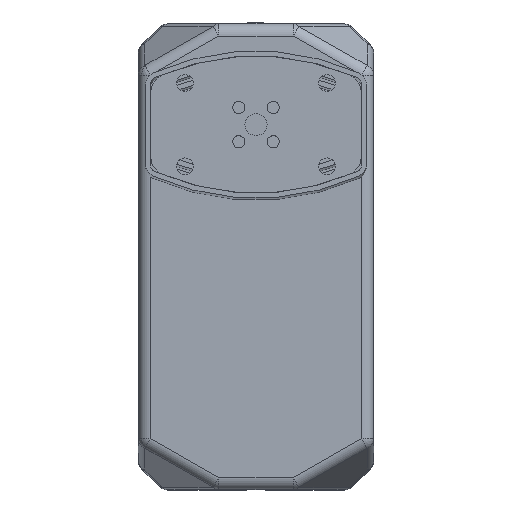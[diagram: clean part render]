
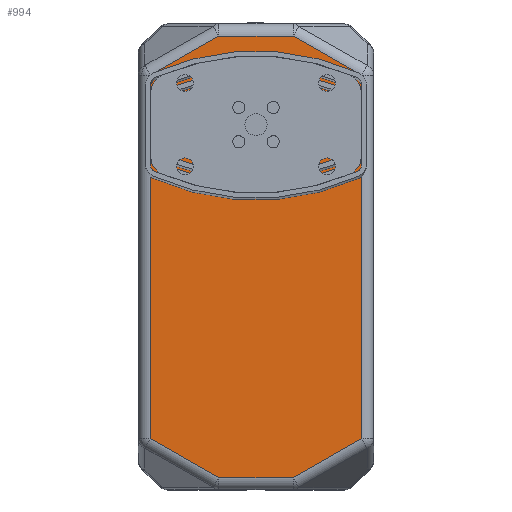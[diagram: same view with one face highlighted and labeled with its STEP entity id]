
A CAD part, top view. The second image highlights one B-rep face of the part: STEP entity #994.
In plain terms, the highlighted planar face has unit normal (0, 0, 1).
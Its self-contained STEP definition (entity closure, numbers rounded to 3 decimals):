
#185=FACE_BOUND('',#1978,.T.);
#186=FACE_BOUND('',#1979,.T.);
#187=FACE_BOUND('',#1980,.T.);
#188=FACE_BOUND('',#1981,.T.);
#496=CIRCLE('',#7947,2.5);
#498=CIRCLE('',#7950,2.5);
#532=CIRCLE('',#8000,2.5);
#533=CIRCLE('',#8001,2.5);
#994=ADVANCED_FACE('',(#185,#186,#187,#188),#1366,.T.);
#1366=PLANE('',#8002);
#1978=EDGE_LOOP('',(#3186,#3187));
#1979=EDGE_LOOP('',(#3188,#3189));
#1980=EDGE_LOOP('',(#3190,#3191,#3192,#3193));
#1981=EDGE_LOOP('',(#3194,#3195,#3196,#3197,#3198,#3199,#3200,#3201));
#3186=ORIENTED_EDGE('',*,*,#5789,.T.);
#3187=ORIENTED_EDGE('',*,*,#5703,.T.);
#3188=ORIENTED_EDGE('',*,*,#5790,.T.);
#3189=ORIENTED_EDGE('',*,*,#5707,.T.);
#3190=ORIENTED_EDGE('',*,*,#5791,.T.);
#3191=ORIENTED_EDGE('',*,*,#5792,.T.);
#3192=ORIENTED_EDGE('',*,*,#5793,.T.);
#3193=ORIENTED_EDGE('',*,*,#5794,.T.);
#3194=ORIENTED_EDGE('',*,*,#5795,.T.);
#3195=ORIENTED_EDGE('',*,*,#5796,.T.);
#3196=ORIENTED_EDGE('',*,*,#5797,.T.);
#3197=ORIENTED_EDGE('',*,*,#5798,.T.);
#3198=ORIENTED_EDGE('',*,*,#5799,.T.);
#3199=ORIENTED_EDGE('',*,*,#5800,.T.);
#3200=ORIENTED_EDGE('',*,*,#5801,.T.);
#3201=ORIENTED_EDGE('',*,*,#5802,.T.);
#4813=VERTEX_POINT('',#11543);
#4855=VERTEX_POINT('',#11844);
#4856=VERTEX_POINT('',#11845);
#4859=VERTEX_POINT('',#11853);
#4860=VERTEX_POINT('',#11854);
#4933=VERTEX_POINT('',#12053);
#4934=VERTEX_POINT('',#12054);
#4935=VERTEX_POINT('',#12056);
#4936=VERTEX_POINT('',#12058);
#4937=VERTEX_POINT('',#12061);
#4938=VERTEX_POINT('',#12062);
#4939=VERTEX_POINT('',#12064);
#4940=VERTEX_POINT('',#12066);
#4941=VERTEX_POINT('',#12068);
#4942=VERTEX_POINT('',#12070);
#4943=VERTEX_POINT('',#12073);
#5703=EDGE_CURVE('',#4855,#4856,#496,.T.);
#5707=EDGE_CURVE('',#4859,#4860,#498,.T.);
#5789=EDGE_CURVE('',#4856,#4855,#532,.T.);
#5790=EDGE_CURVE('',#4860,#4859,#533,.T.);
#5791=EDGE_CURVE('',#4933,#4934,#6783,.T.);
#5792=EDGE_CURVE('',#4934,#4935,#6784,.T.);
#5793=EDGE_CURVE('',#4935,#4936,#6785,.T.);
#5794=EDGE_CURVE('',#4936,#4933,#6786,.T.);
#5795=EDGE_CURVE('',#4937,#4938,#6787,.T.);
#5796=EDGE_CURVE('',#4938,#4939,#6788,.T.);
#5797=EDGE_CURVE('',#4939,#4940,#6789,.T.);
#5798=EDGE_CURVE('',#4940,#4941,#6790,.T.);
#5799=EDGE_CURVE('',#4941,#4942,#6791,.T.);
#5800=EDGE_CURVE('',#4942,#4813,#6792,.T.);
#5801=EDGE_CURVE('',#4813,#4943,#6793,.T.);
#5802=EDGE_CURVE('',#4943,#4937,#6794,.T.);
#6783=LINE('',#12052,#7445);
#6784=LINE('',#12055,#7446);
#6785=LINE('',#12057,#7447);
#6786=LINE('',#12059,#7448);
#6787=LINE('',#12060,#7449);
#6788=LINE('',#12063,#7450);
#6789=LINE('',#12065,#7451);
#6790=LINE('',#12067,#7452);
#6791=LINE('',#12069,#7453);
#6792=LINE('',#12071,#7454);
#6793=LINE('',#12072,#7455);
#6794=LINE('',#12074,#7456);
#7445=VECTOR('',#9423,1.);
#7446=VECTOR('',#9424,1.);
#7447=VECTOR('',#9425,1.);
#7448=VECTOR('',#9426,1.);
#7449=VECTOR('',#9427,1.);
#7450=VECTOR('',#9428,1.);
#7451=VECTOR('',#9429,1.);
#7452=VECTOR('',#9430,1.);
#7453=VECTOR('',#9431,1.);
#7454=VECTOR('',#9432,1.);
#7455=VECTOR('',#9433,1.);
#7456=VECTOR('',#9434,1.);
#7947=AXIS2_PLACEMENT_3D('',#11843,#9269,#9270);
#7950=AXIS2_PLACEMENT_3D('',#11852,#9277,#9278);
#8000=AXIS2_PLACEMENT_3D('',#12050,#9419,#9420);
#8001=AXIS2_PLACEMENT_3D('',#12051,#9421,#9422);
#8002=AXIS2_PLACEMENT_3D('',#12075,#9435,#9436);
#9269=DIRECTION('',(0.,0.,-1.));
#9270=DIRECTION('',(-0.707,0.707,0.));
#9277=DIRECTION('',(0.,0.,-1.));
#9278=DIRECTION('',(-0.707,0.707,0.));
#9419=DIRECTION('',(0.,0.,-1.));
#9420=DIRECTION('',(-0.707,0.707,0.));
#9421=DIRECTION('',(0.,0.,-1.));
#9422=DIRECTION('',(-0.707,0.707,0.));
#9423=DIRECTION('',(0.,1.,0.));
#9424=DIRECTION('',(1.,0.,0.));
#9425=DIRECTION('',(0.,-1.,0.));
#9426=DIRECTION('',(-1.,0.,0.));
#9427=DIRECTION('',(0.868,0.496,0.));
#9428=DIRECTION('',(0.,1.,0.));
#9429=DIRECTION('',(-0.868,0.496,0.));
#9430=DIRECTION('',(-1.,0.,0.));
#9431=DIRECTION('',(-0.868,-0.496,0.));
#9432=DIRECTION('',(0.,-1.,0.));
#9433=DIRECTION('',(0.868,-0.496,0.));
#9434=DIRECTION('',(1.,0.,0.));
#9435=DIRECTION('',(0.,0.,1.));
#9436=DIRECTION('',(-1.,0.,0.));
#11543=CARTESIAN_POINT('',(-43.,-127.079,24.));
#11843=CARTESIAN_POINT('',(-25.5,0.,24.));
#11844=CARTESIAN_POINT('',(-23.732,-1.768,24.));
#11845=CARTESIAN_POINT('',(-27.268,1.768,24.));
#11852=CARTESIAN_POINT('',(25.5,0.,24.));
#11853=CARTESIAN_POINT('',(27.268,-1.768,24.));
#11854=CARTESIAN_POINT('',(23.732,1.768,24.));
#12050=CARTESIAN_POINT('',(-25.5,0.,24.));
#12051=CARTESIAN_POINT('',(25.5,0.,24.));
#12052=CARTESIAN_POINT('',(-18.,-16.,24.));
#12053=CARTESIAN_POINT('',(-18.,-18.,24.));
#12054=CARTESIAN_POINT('',(-18.,18.,24.));
#12055=CARTESIAN_POINT('',(-16.,18.,24.));
#12056=CARTESIAN_POINT('',(18.,18.,24.));
#12057=CARTESIAN_POINT('',(18.,16.,24.));
#12058=CARTESIAN_POINT('',(18.,-18.,24.));
#12059=CARTESIAN_POINT('',(16.,-18.,24.));
#12060=CARTESIAN_POINT('',(15.139,-143.,24.));
#12061=CARTESIAN_POINT('',(15.139,-143.,24.));
#12062=CARTESIAN_POINT('',(43.,-127.079,24.));
#12063=CARTESIAN_POINT('',(43.,-148.,24.));
#12064=CARTESIAN_POINT('',(43.,21.079,24.));
#12065=CARTESIAN_POINT('',(43.,21.079,24.));
#12066=CARTESIAN_POINT('',(15.139,37.,24.));
#12067=CARTESIAN_POINT('',(-48.,37.,24.));
#12068=CARTESIAN_POINT('',(-15.139,37.,24.));
#12069=CARTESIAN_POINT('',(-15.139,37.,24.));
#12070=CARTESIAN_POINT('',(-43.,21.079,24.));
#12071=CARTESIAN_POINT('',(-43.,-148.,24.));
#12072=CARTESIAN_POINT('',(-43.,-127.079,24.));
#12073=CARTESIAN_POINT('',(-15.139,-143.,24.));
#12074=CARTESIAN_POINT('',(-48.,-143.,24.));
#12075=CARTESIAN_POINT('',(-48.,-148.,24.));
